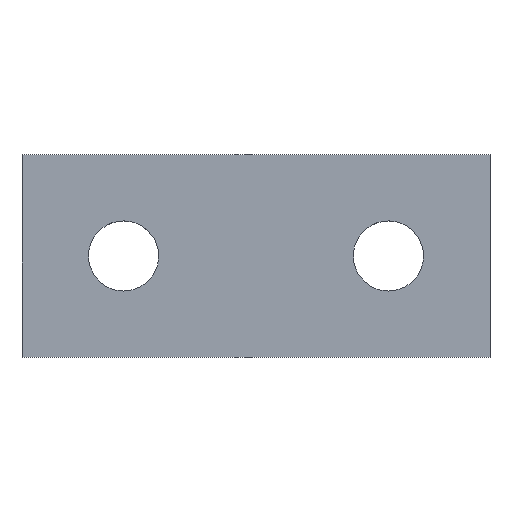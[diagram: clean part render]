
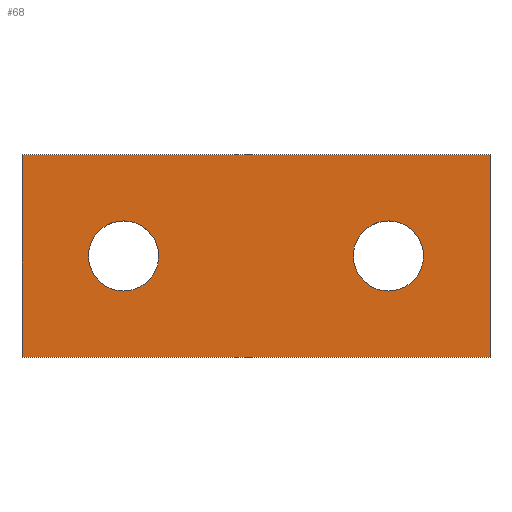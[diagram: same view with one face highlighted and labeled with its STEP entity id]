
A CAD part, top view. The second image highlights one B-rep face of the part: STEP entity #68.
In plain terms, the highlighted planar face has unit normal (0, 0, 1).
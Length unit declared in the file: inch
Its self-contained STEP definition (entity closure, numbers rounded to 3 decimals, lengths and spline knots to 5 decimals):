
#68=ADVANCED_FACE('',(#147,#148,#149),#150,.T.);
#147=FACE_BOUND('',#253,.T.);
#148=FACE_BOUND('',#254,.T.);
#149=FACE_OUTER_BOUND('',#255,.T.);
#150=PLANE('',#256);
#253=EDGE_LOOP('',(#438,#439,#440,#441));
#254=EDGE_LOOP('',(#442,#443,#444,#445));
#255=EDGE_LOOP('',(#446,#447,#448,#449));
#256=AXIS2_PLACEMENT_3D('',#450,#451,#452);
#438=ORIENTED_EDGE('',*,*,#539,.F.);
#439=ORIENTED_EDGE('',*,*,#518,.F.);
#440=ORIENTED_EDGE('',*,*,#540,.F.);
#441=ORIENTED_EDGE('',*,*,#541,.F.);
#442=ORIENTED_EDGE('',*,*,#542,.F.);
#443=ORIENTED_EDGE('',*,*,#543,.F.);
#444=ORIENTED_EDGE('',*,*,#544,.F.);
#445=ORIENTED_EDGE('',*,*,#545,.F.);
#446=ORIENTED_EDGE('',*,*,#546,.F.);
#447=ORIENTED_EDGE('',*,*,#547,.F.);
#448=ORIENTED_EDGE('',*,*,#535,.F.);
#449=ORIENTED_EDGE('',*,*,#548,.F.);
#450=CARTESIAN_POINT('',(0.9375,0.40625,0.125));
#451=DIRECTION('',(0.0,0.0,1.0));
#452=DIRECTION('',(1.0,0.0,0.0));
#518=EDGE_CURVE('',#569,#570,#571,.T.);
#535=EDGE_CURVE('',#600,#601,#602,.T.);
#539=EDGE_CURVE('',#570,#606,#607,.T.);
#540=EDGE_CURVE('',#608,#569,#609,.T.);
#541=EDGE_CURVE('',#606,#608,#610,.T.);
#542=EDGE_CURVE('',#611,#612,#613,.T.);
#543=EDGE_CURVE('',#614,#611,#615,.T.);
#544=EDGE_CURVE('',#616,#614,#617,.T.);
#545=EDGE_CURVE('',#612,#616,#618,.T.);
#546=EDGE_CURVE('',#619,#620,#621,.T.);
#547=EDGE_CURVE('',#601,#619,#622,.T.);
#548=EDGE_CURVE('',#620,#600,#623,.T.);
#569=VERTEX_POINT('',#644);
#570=VERTEX_POINT('',#645);
#571=B_SPLINE_CURVE_WITH_KNOTS('',3,(#646,#647,#648,#649),.UNSPECIFIED.,.F.,.F.,(4,4),(0.0,1.0),.UNSPECIFIED.);
#600=VERTEX_POINT('',#708);
#601=VERTEX_POINT('',#709);
#602=LINE('',#710,#711);
#606=VERTEX_POINT('',#717);
#607=B_SPLINE_CURVE_WITH_KNOTS('',3,(#718,#719,#720,#721),.UNSPECIFIED.,.F.,.F.,(4,4),(0.0,1.0),.UNSPECIFIED.);
#608=VERTEX_POINT('',#722);
#609=B_SPLINE_CURVE_WITH_KNOTS('',3,(#723,#724,#725,#726),.UNSPECIFIED.,.F.,.F.,(4,4),(0.0,1.0),.UNSPECIFIED.);
#610=B_SPLINE_CURVE_WITH_KNOTS('',3,(#727,#728,#729,#730),.UNSPECIFIED.,.F.,.F.,(4,4),(0.0,1.0),.UNSPECIFIED.);
#611=VERTEX_POINT('',#731);
#612=VERTEX_POINT('',#732);
#613=B_SPLINE_CURVE_WITH_KNOTS('',3,(#733,#734,#735,#736),.UNSPECIFIED.,.F.,.F.,(4,4),(0.0,1.0),.UNSPECIFIED.);
#614=VERTEX_POINT('',#737);
#615=B_SPLINE_CURVE_WITH_KNOTS('',3,(#738,#739,#740,#741),.UNSPECIFIED.,.F.,.F.,(4,4),(0.0,1.0),.UNSPECIFIED.);
#616=VERTEX_POINT('',#742);
#617=B_SPLINE_CURVE_WITH_KNOTS('',3,(#743,#744,#745,#746),.UNSPECIFIED.,.F.,.F.,(4,4),(0.0,1.0),.UNSPECIFIED.);
#618=B_SPLINE_CURVE_WITH_KNOTS('',3,(#747,#748,#749,#750),.UNSPECIFIED.,.F.,.F.,(4,4),(0.0,1.0),.UNSPECIFIED.);
#619=VERTEX_POINT('',#751);
#620=VERTEX_POINT('',#752);
#621=LINE('',#753,#754);
#622=LINE('',#755,#756);
#623=LINE('',#757,#758);
#644=CARTESIAN_POINT('',(1.46803,0.26582,0.125));
#645=CARTESIAN_POINT('',(1.60845,0.40625,0.125));
#646=CARTESIAN_POINT('',(1.46803,0.26582,0.125));
#647=CARTESIAN_POINT('',(1.54559,0.26582,0.125));
#648=CARTESIAN_POINT('',(1.60845,0.32869,0.125));
#649=CARTESIAN_POINT('',(1.60845,0.40625,0.125));
#708=CARTESIAN_POINT('',(0.0,0.8125,0.125));
#709=CARTESIAN_POINT('',(1.875,0.8125,0.125));
#710=CARTESIAN_POINT('',(0.0,0.8125,0.125));
#711=VECTOR('',#792,1.0);
#717=CARTESIAN_POINT('',(1.46803,0.54668,0.125));
#718=CARTESIAN_POINT('',(1.60845,0.40625,0.125));
#719=CARTESIAN_POINT('',(1.60845,0.48381,0.125));
#720=CARTESIAN_POINT('',(1.54559,0.54668,0.125));
#721=CARTESIAN_POINT('',(1.46803,0.54668,0.125));
#722=CARTESIAN_POINT('',(1.3276,0.40625,0.125));
#723=CARTESIAN_POINT('',(1.3276,0.40625,0.125));
#724=CARTESIAN_POINT('',(1.3276,0.32869,0.125));
#725=CARTESIAN_POINT('',(1.39048,0.26582,0.125));
#726=CARTESIAN_POINT('',(1.46803,0.26582,0.125));
#727=CARTESIAN_POINT('',(1.46803,0.54668,0.125));
#728=CARTESIAN_POINT('',(1.39048,0.54668,0.125));
#729=CARTESIAN_POINT('',(1.3276,0.48381,0.125));
#730=CARTESIAN_POINT('',(1.3276,0.40625,0.125));
#731=CARTESIAN_POINT('',(0.54742,0.40625,0.125));
#732=CARTESIAN_POINT('',(0.40698,0.54668,0.125));
#733=CARTESIAN_POINT('',(0.54742,0.40625,0.125));
#734=CARTESIAN_POINT('',(0.54742,0.48381,0.125));
#735=CARTESIAN_POINT('',(0.48454,0.54668,0.125));
#736=CARTESIAN_POINT('',(0.40698,0.54668,0.125));
#737=CARTESIAN_POINT('',(0.40698,0.26582,0.125));
#738=CARTESIAN_POINT('',(0.40698,0.26582,0.125));
#739=CARTESIAN_POINT('',(0.48454,0.26582,0.125));
#740=CARTESIAN_POINT('',(0.54742,0.32869,0.125));
#741=CARTESIAN_POINT('',(0.54742,0.40625,0.125));
#742=CARTESIAN_POINT('',(0.26655,0.40625,0.125));
#743=CARTESIAN_POINT('',(0.26655,0.40625,0.125));
#744=CARTESIAN_POINT('',(0.26655,0.32869,0.125));
#745=CARTESIAN_POINT('',(0.32941,0.26582,0.125));
#746=CARTESIAN_POINT('',(0.40698,0.26582,0.125));
#747=CARTESIAN_POINT('',(0.40698,0.54668,0.125));
#748=CARTESIAN_POINT('',(0.32941,0.54668,0.125));
#749=CARTESIAN_POINT('',(0.26655,0.48381,0.125));
#750=CARTESIAN_POINT('',(0.26655,0.40625,0.125));
#751=CARTESIAN_POINT('',(1.875,0.0,0.125));
#752=CARTESIAN_POINT('',(0.0,0.0,0.125));
#753=CARTESIAN_POINT('',(1.875,0.0,0.125));
#754=VECTOR('',#795,1.0);
#755=CARTESIAN_POINT('',(1.875,0.8125,0.125));
#756=VECTOR('',#796,1.0);
#757=CARTESIAN_POINT('',(0.0,0.0,0.125));
#758=VECTOR('',#797,1.0);
#792=DIRECTION('',(1.0,0.0,0.0));
#795=DIRECTION('',(-1.0,0.0,0.0));
#796=DIRECTION('',(0.0,-1.0,0.0));
#797=DIRECTION('',(0.0,1.0,0.0));
